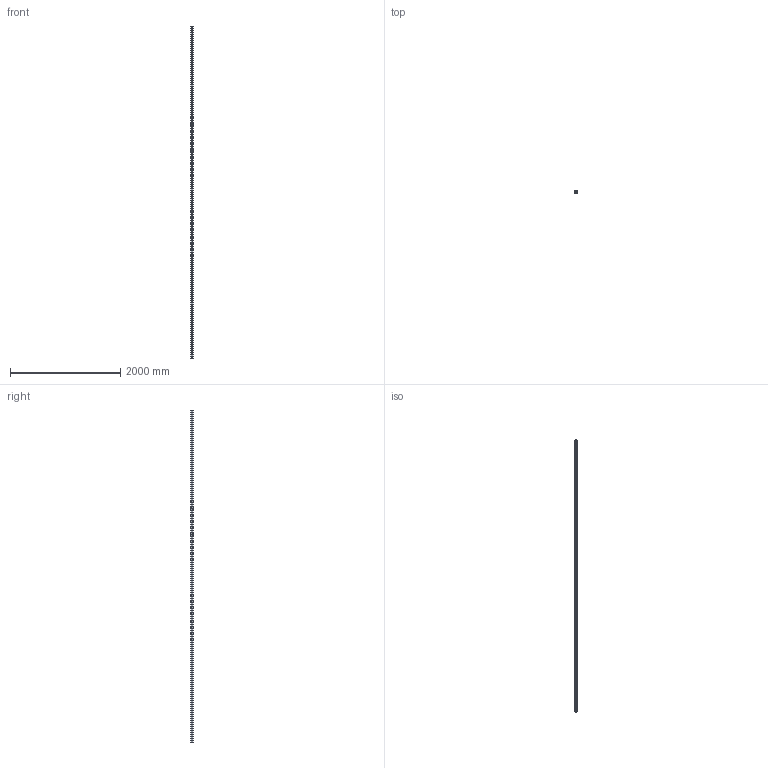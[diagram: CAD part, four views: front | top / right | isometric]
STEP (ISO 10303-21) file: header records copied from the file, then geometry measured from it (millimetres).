
FILE_DESCRIPTION (( 'STEP AP203' ), '1' );
FILE_NAME ('10-02-1599.STEP', '2013-05-06T06:13:31', ( 'asennus' ), ( '' ), 'SwSTEP 2.0', 'SolidWorks 2013', '' );
FILE_SCHEMA (( 'CONFIG_CONTROL_DESIGN' ));
Products named in the file (1): 10-02-1599
Bounding box: 48 x 54 x 6030 mm (x, y, z)
Volume: 2719295.1 mm3; surface area: 2802012.2 mm2
Topology: 2 solids, 2 shells, 1448 faces, 4236 edges, 2792 vertices
Faces by surface type: cylinder 828, plane 620
Entity records: 49635 total; most frequent: DIRECTION 8790, CARTESIAN_POINT 8477, ORIENTED_EDGE 8472, EDGE_CURVE 4236, AXIS2_PLACEMENT_3D 3105, VERTEX_POINT 2792, LINE 2580, VECTOR 2580
